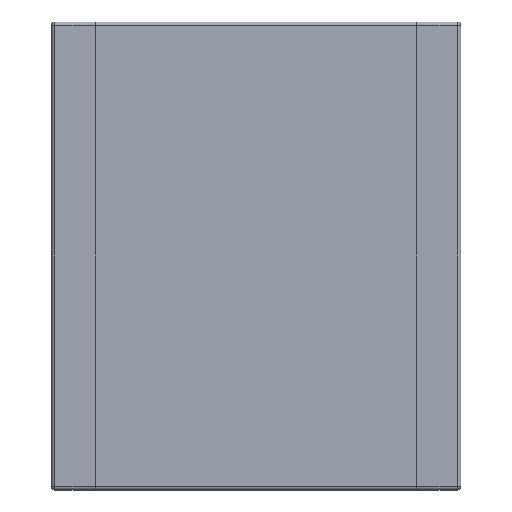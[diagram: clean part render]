
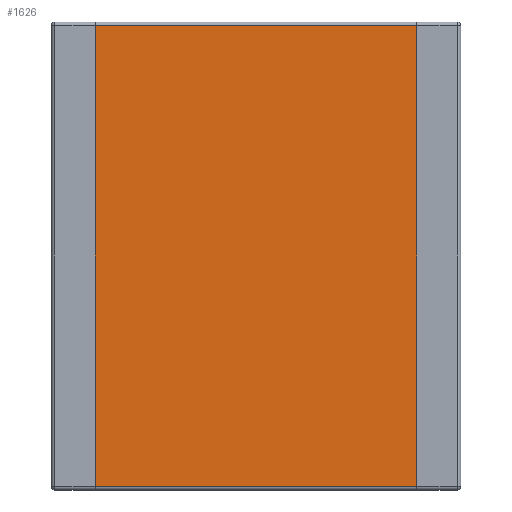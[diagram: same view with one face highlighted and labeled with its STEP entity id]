
A CAD part, front view. The second image highlights one B-rep face of the part: STEP entity #1626.
In plain terms, the highlighted planar face has unit normal (0, -1, 0).
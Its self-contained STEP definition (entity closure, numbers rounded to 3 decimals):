
#28 = VERTEX_POINT ( 'NONE', #362 ) ;
#133 = EDGE_CURVE ( 'NONE', #28, #134, #751, .T. ) ;
#134 = VERTEX_POINT ( 'NONE', #747 ) ;
#149 = VERTEX_POINT ( 'NONE', #764 ) ;
#266 = VERTEX_POINT ( 'NONE', #1257 ) ;
#282 = EDGE_CURVE ( 'NONE', #266, #149, #1314, .T. ) ;
#362 = CARTESIAN_POINT ( 'NONE',  ( 2.2, 0., 3.15 ) ) ;
#747 = CARTESIAN_POINT ( 'NONE',  ( 2.2, 0., -3.15 ) ) ;
#748 = DIRECTION ( 'NONE',  ( 0., 0., -1. ) ) ;
#749 = VECTOR ( 'NONE', #748, 1000. ) ;
#750 = CARTESIAN_POINT ( 'NONE',  ( 2.2, 0., -3.2 ) ) ;
#751 = LINE ( 'NONE', #750, #749 ) ;
#764 = CARTESIAN_POINT ( 'NONE',  ( -2.2, 0., 3.15 ) ) ;
#1257 = CARTESIAN_POINT ( 'NONE',  ( -2.2, 0., -3.15 ) ) ;
#1311 = DIRECTION ( 'NONE',  ( 0., 0., 1. ) ) ;
#1312 = VECTOR ( 'NONE', #1311, 1000. ) ;
#1313 = CARTESIAN_POINT ( 'NONE',  ( -2.2, 0., -3.2 ) ) ;
#1314 = LINE ( 'NONE', #1313, #1312 ) ;
#1401 = DIRECTION ( 'NONE',  ( 0., 0., -1. ) ) ;
#1402 = DIRECTION ( 'NONE',  ( 0., -1., 0. ) ) ;
#1403 = CARTESIAN_POINT ( 'NONE',  ( 2.8, 0., -3.2 ) ) ;
#1404 = AXIS2_PLACEMENT_3D ( 'NONE', #1403, #1402, #1401 ) ;
#1405 = PLANE ( 'NONE',  #1404 ) ;
#1420 = FACE_OUTER_BOUND ( 'NONE', #1625, .T. ) ;
#1471 = DIRECTION ( 'NONE',  ( -1., 0., 0. ) ) ;
#1472 = VECTOR ( 'NONE', #1471, 1000. ) ;
#1473 = CARTESIAN_POINT ( 'NONE',  ( -2.8, 0., 3.15 ) ) ;
#1474 = LINE ( 'NONE', #1473, #1472 ) ;
#1505 = DIRECTION ( 'NONE',  ( 1., 0., 0. ) ) ;
#1506 = VECTOR ( 'NONE', #1505, 1000. ) ;
#1507 = CARTESIAN_POINT ( 'NONE',  ( 2.8, 0., -3.15 ) ) ;
#1508 = LINE ( 'NONE', #1507, #1506 ) ;
#1625 = EDGE_LOOP ( 'NONE', ( #1651, #1652, #1650, #1643 ) ) ;
#1626 = ADVANCED_FACE ( 'NONE', ( #1420 ), #1405, .T. ) ;
#1643 = ORIENTED_EDGE ( 'NONE', *, *, #1644, .T. ) ;
#1644 = EDGE_CURVE ( 'NONE', #28, #149, #1474, .T. ) ;
#1648 = EDGE_CURVE ( 'NONE', #266, #134, #1508, .T. ) ;
#1650 = ORIENTED_EDGE ( 'NONE', *, *, #133, .F. ) ;
#1651 = ORIENTED_EDGE ( 'NONE', *, *, #282, .F. ) ;
#1652 = ORIENTED_EDGE ( 'NONE', *, *, #1648, .T. ) ;
